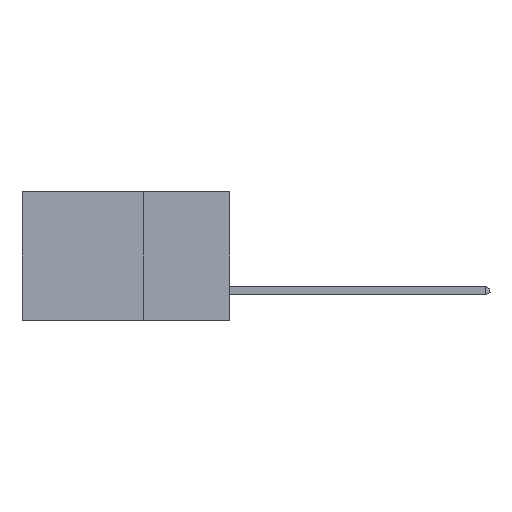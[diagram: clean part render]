
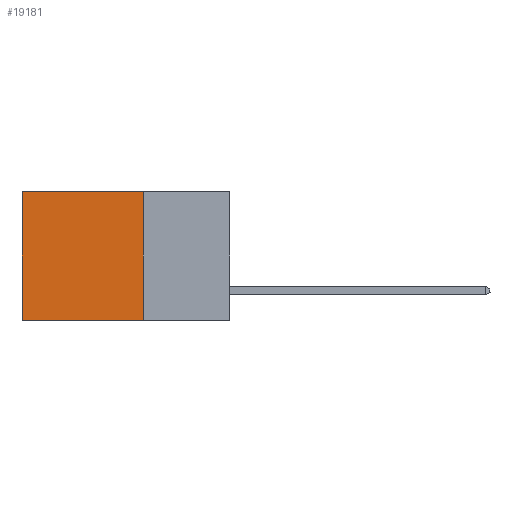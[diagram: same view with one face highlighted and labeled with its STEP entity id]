
A CAD part, left-side view. The second image highlights one B-rep face of the part: STEP entity #19181.
In plain terms, the highlighted planar face has unit normal (-1, 0, 0).
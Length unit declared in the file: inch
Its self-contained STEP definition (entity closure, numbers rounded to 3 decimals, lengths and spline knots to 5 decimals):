
#386 = CARTESIAN_POINT ( 'NONE',  ( 0.298, 0.25, 0. ) ) ;
#540 = ORIENTED_EDGE ( 'NONE', *, *, #14420, .T. ) ;
#576 = EDGE_CURVE ( 'NONE', #23443, #6202, #22669, .T. ) ;
#629 = EDGE_CURVE ( 'NONE', #25535, #23443, #1107, .T. ) ;
#964 = DIRECTION ( 'NONE',  ( 0., 0., -1. ) ) ;
#1107 = LINE ( 'NONE', #20918, #11512 ) ;
#1236 = DIRECTION ( 'NONE',  ( 0., 1., 0. ) ) ;
#2324 = CARTESIAN_POINT ( 'NONE',  ( 0.298, 0.6, 0. ) ) ;
#2574 = LINE ( 'NONE', #386, #22814 ) ;
#4604 = EDGE_LOOP ( 'NONE', ( #20564, #27773, #25736, #540 ) ) ;
#5691 = DIRECTION ( 'NONE',  ( 1., 0., 0. ) ) ;
#5827 = CARTESIAN_POINT ( 'NONE',  ( 0.298, 0.25, 0. ) ) ;
#6202 = VERTEX_POINT ( 'NONE', #13710 ) ;
#7779 = VECTOR ( 'NONE', #27750, 39.37008 ) ;
#8978 = AXIS2_PLACEMENT_3D ( 'NONE', #5827, #5691, #23462 ) ;
#9695 = CARTESIAN_POINT ( 'NONE',  ( 0.298, 0.25, -0.37 ) ) ;
#10198 = PLANE ( 'NONE',  #8978 ) ;
#10927 = DIRECTION ( 'NONE',  ( 0., 0., -1. ) ) ;
#11512 = VECTOR ( 'NONE', #964, 39.37008 ) ;
#13710 = CARTESIAN_POINT ( 'NONE',  ( 0.298, 0.6, -0.37 ) ) ;
#14420 = EDGE_CURVE ( 'NONE', #25535, #25159, #2574, .T. ) ;
#17677 = CARTESIAN_POINT ( 'NONE',  ( 0.298, 0.6, 0. ) ) ;
#17770 = LINE ( 'NONE', #2324, #27137 ) ;
#19181 = ADVANCED_FACE ( 'NONE', ( #28553 ), #10198, .F. ) ;
#19314 = EDGE_CURVE ( 'NONE', #25159, #6202, #17770, .T. ) ;
#20564 = ORIENTED_EDGE ( 'NONE', *, *, #19314, .T. ) ;
#20918 = CARTESIAN_POINT ( 'NONE',  ( 0.298, 0.25, 0. ) ) ;
#22669 = LINE ( 'NONE', #9695, #7779 ) ;
#22814 = VECTOR ( 'NONE', #1236, 39.37008 ) ;
#23443 = VERTEX_POINT ( 'NONE', #24269 ) ;
#23462 = DIRECTION ( 'NONE',  ( 0., 0., -1. ) ) ;
#24269 = CARTESIAN_POINT ( 'NONE',  ( 0.298, 0.25, -0.37 ) ) ;
#25159 = VERTEX_POINT ( 'NONE', #17677 ) ;
#25535 = VERTEX_POINT ( 'NONE', #26107 ) ;
#25736 = ORIENTED_EDGE ( 'NONE', *, *, #629, .F. ) ;
#26107 = CARTESIAN_POINT ( 'NONE',  ( 0.298, 0.25, 0. ) ) ;
#27137 = VECTOR ( 'NONE', #10927, 39.37008 ) ;
#27750 = DIRECTION ( 'NONE',  ( 0., 1., 0. ) ) ;
#27773 = ORIENTED_EDGE ( 'NONE', *, *, #576, .F. ) ;
#28553 = FACE_OUTER_BOUND ( 'NONE', #4604, .T. ) ;
